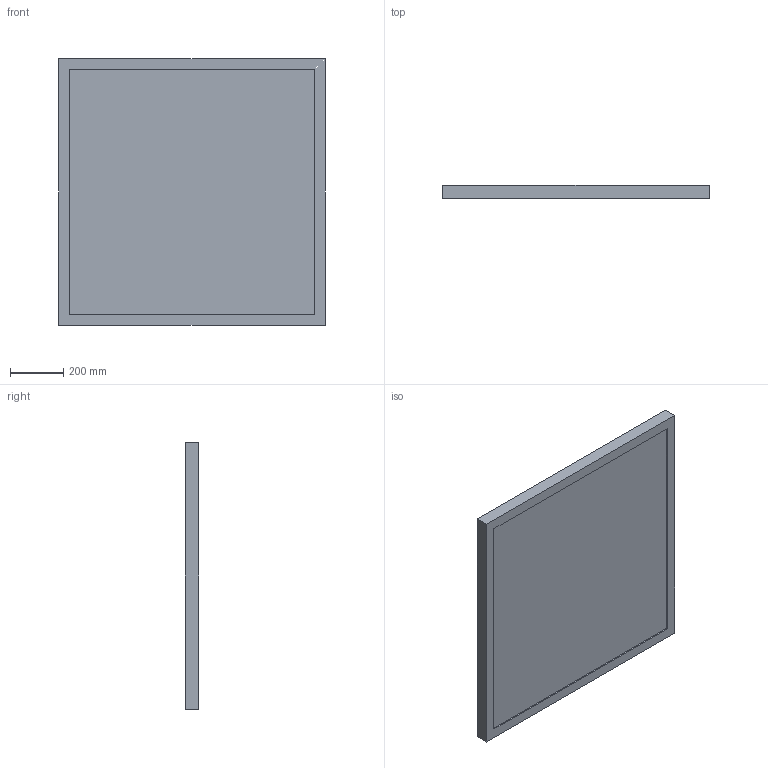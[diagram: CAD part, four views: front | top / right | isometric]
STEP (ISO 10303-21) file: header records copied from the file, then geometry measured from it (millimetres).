
FILE_DESCRIPTION(('FreeCAD Model'),'2;1');
FILE_NAME('Window fixed double glazed windows with blind.step','2016-10-04T16:05:05',('Author'),(''), 'Open CASCADE STEP processor 6.8','FreeCAD','Unknown');
FILE_SCHEMA(('AUTOMOTIVE_DESIGN_CC2 { 1 2 10303 214 -1 1 5 4 }'));
Length unit declared in the file: millimetre
Products named in the file (5): ASSEMBLY; Window_fixed_double_glazed_windows_with_blind; Esboco_janela_persiana; Módulo_persiana_001; Internal_blind
Assembly tree (4 placements, depth 2):
  ASSEMBLY
    Window_fixed_double_glazed_windows_with_blind
    Esboco_janela_persiana
    Módulo_persiana_001
    Internal_blind
Bounding box: 1000 x 50 x 1000 mm (x, y, z)
Volume: 16144000 mm3; surface area: 5489366.3 mm2
Topology: 3 solids, 37 shells, 90 faces, 294 edges, 252 vertices
Faces by surface type: cylinder 68, plane 22
Entity records: 6329 total; most frequent: CARTESIAN_POINT 1009, DIRECTION 988, LINE 526, VECTOR 526, ORIENTED_EDGE 368, PCURVE 368, DEFINITIONAL_REPRESENTATION 368, EDGE_CURVE 286
